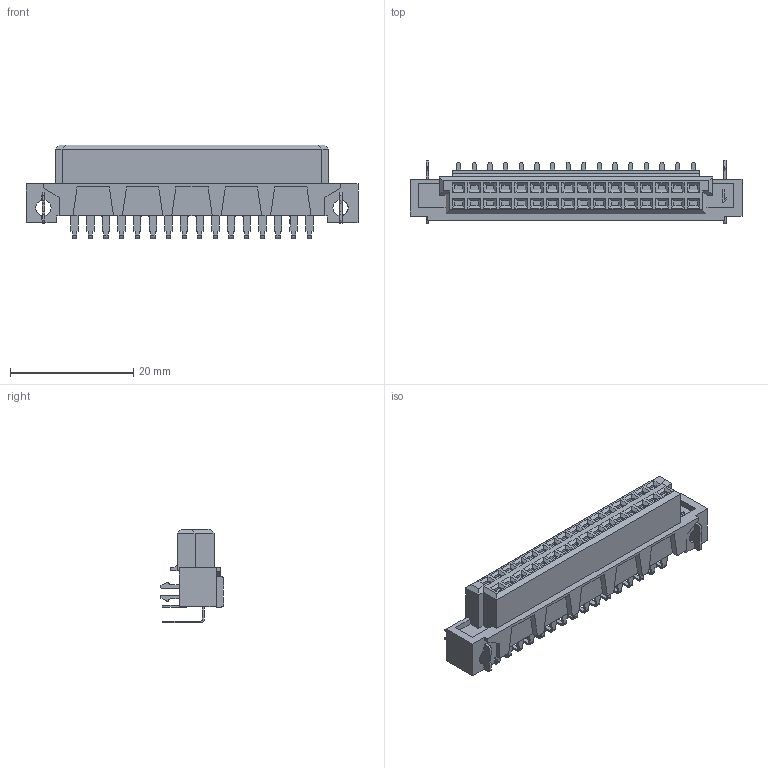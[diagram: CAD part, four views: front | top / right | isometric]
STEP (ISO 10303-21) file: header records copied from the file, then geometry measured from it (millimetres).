
FILE_DESCRIPTION( ('This file contains a STEP AP42 implementation' ,'as created by ZW3D STEP Interface translator.') ,'2;1' );
FILE_NAME( '3412-2XXAFRXXWA1.stp' ,'2310 9.161224', (''), ('ZWCAD Software Co.'), 'Version 1.0', 'ZW3D to STEP translator', '' );
FILE_SCHEMA(('AUTOMOTIVE_DESIGN { 1 0 10303 214 1 1 1 1 }'));
Length unit declared in the file: millimetre
Products named in the file (2): 0; 3412-2XXAFRXXLA1
Bounding box: 53.9 x 10.35 x 15.24 mm (x, y, z)
Volume: 3330.2 mm3; surface area: 3269 mm2
Topology: 1 solids, 1 shells, 1281 faces, 3448 edges, 2272 vertices
Faces by surface type: plane 1052, cylinder 117, bspline 112
Entity records: 41930 total; most frequent: CARTESIAN_POINT 8528, ORIENTED_EDGE 6896, DIRECTION 6148, EDGE_CURVE 3448, VECTOR 2920, LINE 2920, VERTEX_POINT 2272, AXIS2_PLACEMENT_3D 1614
